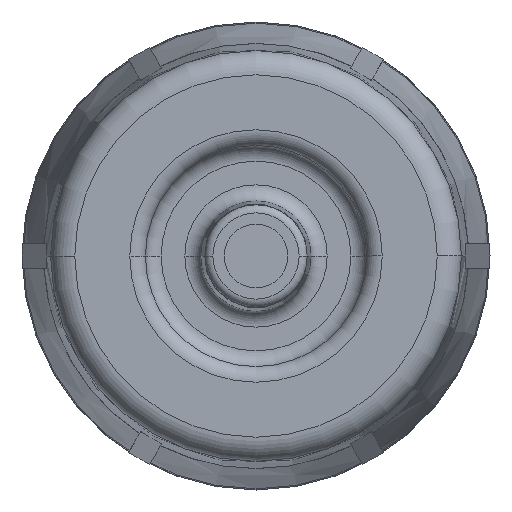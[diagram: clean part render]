
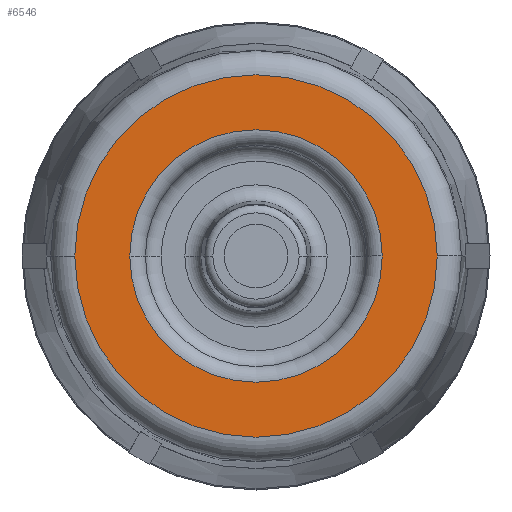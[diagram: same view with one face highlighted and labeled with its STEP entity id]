
A CAD part, front view. The second image highlights one B-rep face of the part: STEP entity #6546.
In plain terms, the highlighted planar face has unit normal (0, -1, 0).
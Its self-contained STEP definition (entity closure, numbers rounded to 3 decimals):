
#15 = ORIENTED_EDGE ( 'NONE', *, *, #2487, .T. ) ;
#74 = AXIS2_PLACEMENT_3D ( 'NONE', #1885, #2949, #1919 ) ;
#172 = DIRECTION ( 'NONE',  ( 0., 1., 0. ) ) ;
#217 = ORIENTED_EDGE ( 'NONE', *, *, #3125, .F. ) ;
#242 = DIRECTION ( 'NONE',  ( 0., 1., 0. ) ) ;
#444 = EDGE_LOOP ( 'NONE', ( #217, #5410 ) ) ;
#754 = PLANE ( 'NONE',  #2935 ) ;
#799 = CARTESIAN_POINT ( 'NONE',  ( 0., -25.7, 0. ) ) ;
#927 = CIRCLE ( 'NONE', #4214, 15.649 ) ;
#1035 = CARTESIAN_POINT ( 'NONE',  ( 15.649, -25.7, 0. ) ) ;
#1227 = DIRECTION ( 'NONE',  ( 0., 1., 0. ) ) ;
#1485 = VERTEX_POINT ( 'NONE', #2062 ) ;
#1696 = AXIS2_PLACEMENT_3D ( 'NONE', #799, #6515, #6113 ) ;
#1711 = VERTEX_POINT ( 'NONE', #1957 ) ;
#1794 = CIRCLE ( 'NONE', #1696, 22.456 ) ;
#1806 = FACE_BOUND ( 'NONE', #5519, .T. ) ;
#1885 = CARTESIAN_POINT ( 'NONE',  ( 0., -25.7, 0. ) ) ;
#1919 = DIRECTION ( 'NONE',  ( -1., 0., 0. ) ) ;
#1957 = CARTESIAN_POINT ( 'NONE',  ( -22.456, -25.7, 0. ) ) ;
#2062 = CARTESIAN_POINT ( 'NONE',  ( -15.649, -25.7, 0. ) ) ;
#2450 = CIRCLE ( 'NONE', #74, 22.456 ) ;
#2487 = EDGE_CURVE ( 'NONE', #4439, #1485, #927, .T. ) ;
#2861 = DIRECTION ( 'NONE',  ( -1., 0., 0. ) ) ;
#2935 = AXIS2_PLACEMENT_3D ( 'NONE', #6408, #1227, #2861 ) ;
#2949 = DIRECTION ( 'NONE',  ( 0., 1., 0. ) ) ;
#3051 = EDGE_CURVE ( 'NONE', #4356, #1711, #2450, .T. ) ;
#3125 = EDGE_CURVE ( 'NONE', #1711, #4356, #1794, .T. ) ;
#3163 = AXIS2_PLACEMENT_3D ( 'NONE', #6361, #172, #6005 ) ;
#3919 = CIRCLE ( 'NONE', #3163, 15.649 ) ;
#4214 = AXIS2_PLACEMENT_3D ( 'NONE', #5328, #242, #6018 ) ;
#4326 = FACE_OUTER_BOUND ( 'NONE', #444, .T. ) ;
#4356 = VERTEX_POINT ( 'NONE', #5999 ) ;
#4439 = VERTEX_POINT ( 'NONE', #1035 ) ;
#4563 = ORIENTED_EDGE ( 'NONE', *, *, #6038, .T. ) ;
#5328 = CARTESIAN_POINT ( 'NONE',  ( 0., -25.7, 0. ) ) ;
#5410 = ORIENTED_EDGE ( 'NONE', *, *, #3051, .F. ) ;
#5519 = EDGE_LOOP ( 'NONE', ( #4563, #15 ) ) ;
#5999 = CARTESIAN_POINT ( 'NONE',  ( 22.456, -25.7, 0. ) ) ;
#6005 = DIRECTION ( 'NONE',  ( -1., 0., 0. ) ) ;
#6018 = DIRECTION ( 'NONE',  ( -1., 0., 0. ) ) ;
#6038 = EDGE_CURVE ( 'NONE', #1485, #4439, #3919, .T. ) ;
#6113 = DIRECTION ( 'NONE',  ( -1., 0., 0. ) ) ;
#6361 = CARTESIAN_POINT ( 'NONE',  ( 0., -25.7, 0. ) ) ;
#6408 = CARTESIAN_POINT ( 'NONE',  ( 22.456, -25.7, 0. ) ) ;
#6515 = DIRECTION ( 'NONE',  ( 0., 1., 0. ) ) ;
#6546 = ADVANCED_FACE ( 'NONE', ( #4326, #1806 ), #754, .F. ) ;
